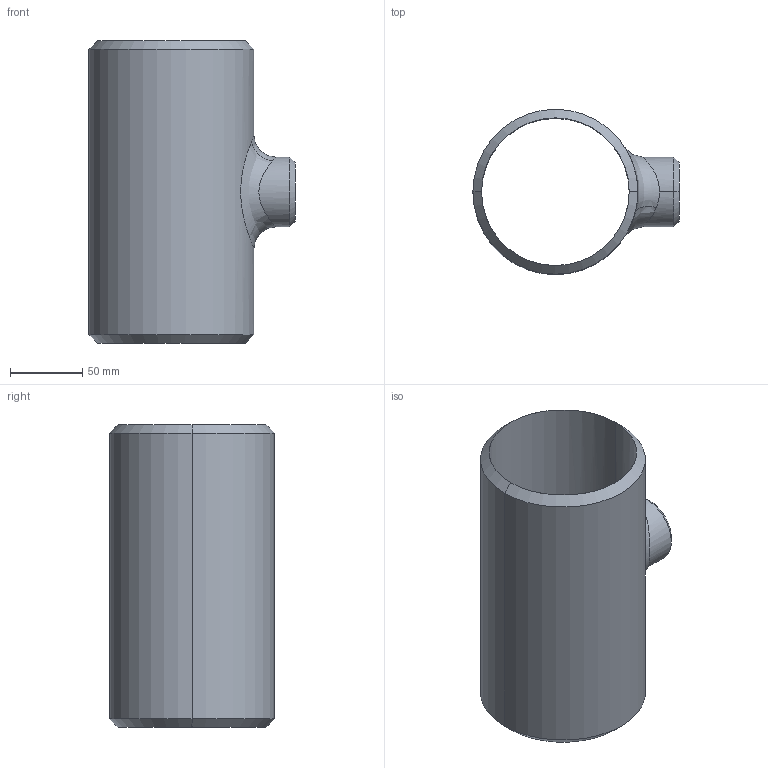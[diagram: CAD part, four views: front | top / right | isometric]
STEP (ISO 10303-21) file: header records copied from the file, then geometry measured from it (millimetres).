
FILE_DESCRIPTION (( 'STEP AP203' ), '1' );
FILE_NAME ('3D_R265_4x1 1-2x40S_173465900.STEP', '2024-08-26T06:39:51', ( '' ), ( '' ), 'SwSTEP 2.0', 'SolidWorks 2024', '' );
FILE_SCHEMA (( 'CONFIG_CONTROL_DESIGN' ));
Length unit declared in the file: millimetre
Products named in the file (1): 3D_R265_4x1 1-2x40S_173465900
Bounding box: 142.85 x 114.3 x 209.6 mm (x, y, z)
Volume: 424569.1 mm3; surface area: 149793.6 mm2
Topology: 1 solids, 1 shells, 25 faces, 66 edges, 42 vertices
Faces by surface type: cylinder 10, cone 6, plane 5, bspline 4
Entity records: 2159 total; most frequent: CARTESIAN_POINT 1494, ORIENTED_EDGE 132, DIRECTION 112, EDGE_CURVE 66, AXIS2_PLACEMENT_3D 48, VERTEX_POINT 42, EDGE_LOOP 28, CIRCLE 26
